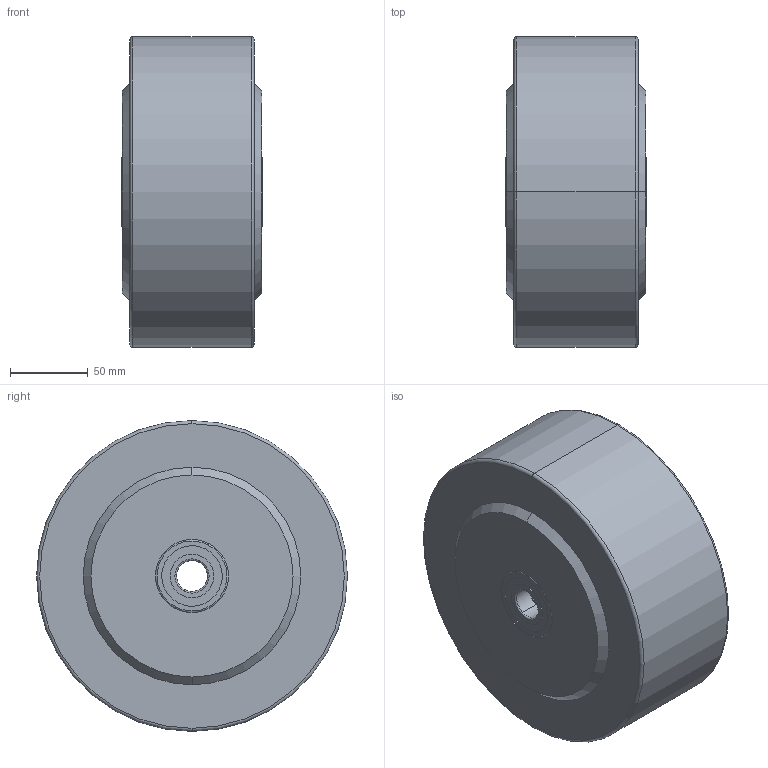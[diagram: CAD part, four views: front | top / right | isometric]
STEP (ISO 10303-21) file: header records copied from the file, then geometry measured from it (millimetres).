
FILE_DESCRIPTION (( 'STEP AP214' ), '1' );
FILE_NAME ('0039864.step', '2022-06-03T11:20:07', ( '' ), ( '' ), 'SwSTEP 2.0', 'SolidWorks 2020', '' );
FILE_SCHEMA (( 'AUTOMOTIVE_DESIGN' ));
Length unit declared in the file: millimetre
Products named in the file (1): 0039864
Bounding box: 90.1 x 200 x 200 mm (x, y, z)
Volume: 2578634.2 mm3; surface area: 158611.9 mm2
Topology: 12 solids, 12 shells, 128 faces, 256 edges, 152 vertices
Faces by surface type: cylinder 52, torus 40, plane 24, cone 12
Entity records: 4953 total; most frequent: DIRECTION 706, CARTESIAN_POINT 537, ORIENTED_EDGE 512, AXIS2_PLACEMENT_3D 321, EDGE_CURVE 256, CIRCLE 192, VERTEX_POINT 152, EDGE_LOOP 152
